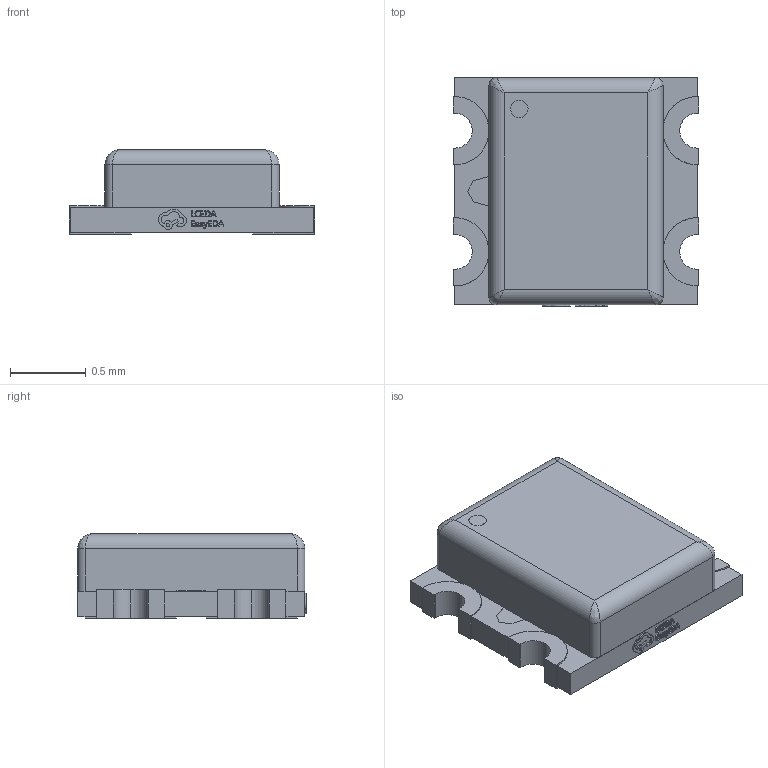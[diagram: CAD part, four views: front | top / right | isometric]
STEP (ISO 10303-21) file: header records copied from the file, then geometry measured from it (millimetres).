
FILE_DESCRIPTION (( 'STEP AP214' ), '1' );
FILE_NAME ('LED-SMD_4P-L1.6-W1.5-BL-2.step', '2022-07-08T12:02:07', ( '' ), ( '' ), 'SwSTEP 2.0', 'SolidWorks 2020', '' );
FILE_SCHEMA (( 'AUTOMOTIVE_DESIGN' ));
Length unit declared in the file: millimetre
Products named in the file (1): LED-SMD_4P-L1.6-W1.5-BL-2
Bounding box: 1.62 x 1.51 x 0.56 mm (x, y, z)
Volume: 1 mm3; surface area: 11.2 mm2
Topology: 2 solids, 2 shells, 325 faces, 892 edges, 588 vertices
Faces by surface type: plane 201, bspline 102, cylinder 22
Entity records: 14380 total; most frequent: CARTESIAN_POINT 3200, ORIENTED_EDGE 1776, DIRECTION 1180, EDGE_CURVE 888, LINE 628, VECTOR 628, VERTEX_POINT 588, EDGE_LOOP 346
